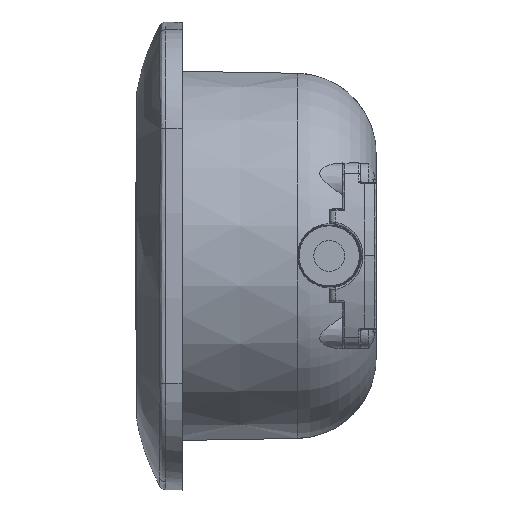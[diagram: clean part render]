
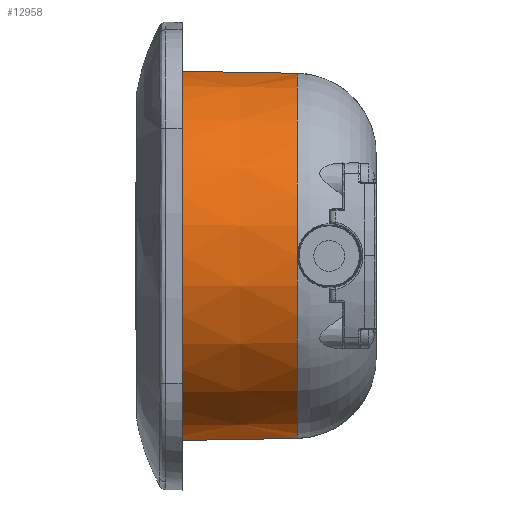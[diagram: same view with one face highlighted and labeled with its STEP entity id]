
A CAD part, left-side view. The second image highlights one B-rep face of the part: STEP entity #12958.
In plain terms, the highlighted conical face has half-angle 1 degrees and reference radius 27.681 mm.
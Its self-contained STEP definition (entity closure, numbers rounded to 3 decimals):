
#2157 = CARTESIAN_POINT ( 'NONE',  ( -7.759, -17.209, 0. ) ) ;
#2158 = CARTESIAN_POINT ( 'NONE',  ( -9.988, -17.209, 27.29 ) ) ;
#2213 = DIRECTION ( 'NONE',  ( 0., 0., -1. ) ) ;
#2214 = DIRECTION ( 'NONE',  ( 0., 1., 0. ) ) ;
#2215 = AXIS2_PLACEMENT_3D ( 'NONE', #2157, #2214, #2213 ) ;
#2216 = CIRCLE ( 'NONE', #2215, 27.38 ) ;
#2217 = CARTESIAN_POINT ( 'NONE',  ( -9.988, -17.209, -27.29 ) ) ;
#2434 = CARTESIAN_POINT ( 'NONE',  ( -9.996, -5.736, 27.49 ) ) ;
#2435 = CARTESIAN_POINT ( 'NONE',  ( -10., 0., 27.59 ) ) ;
#2436 = CARTESIAN_POINT ( 'NONE',  ( -10., 0., 27.59 ) ) ;
#2437 = B_SPLINE_CURVE_WITH_KNOTS ( 'NONE', 3,
 ( #2435, #2434, #2499, #2498 ),
 .UNSPECIFIED., .F., .F.,
 ( 4, 4 ),
 ( 0., 0.017 ),
 .UNSPECIFIED. ) ;
#2498 = CARTESIAN_POINT ( 'NONE',  ( -9.988, -17.209, 27.29 ) ) ;
#2499 = CARTESIAN_POINT ( 'NONE',  ( -9.992, -11.473, 27.39 ) ) ;
#2597 = CARTESIAN_POINT ( 'NONE',  ( -10., 0., -27.59 ) ) ;
#2656 = CARTESIAN_POINT ( 'NONE',  ( -9.988, -17.209, -27.29 ) ) ;
#2657 = CARTESIAN_POINT ( 'NONE',  ( -9.992, -11.473, -27.39 ) ) ;
#2658 = CARTESIAN_POINT ( 'NONE',  ( -9.996, -5.736, -27.49 ) ) ;
#2659 = CARTESIAN_POINT ( 'NONE',  ( -10., 0., -27.59 ) ) ;
#2661 = B_SPLINE_CURVE_WITH_KNOTS ( 'NONE', 3,
 ( #2659, #2658, #2657, #2656 ),
 .UNSPECIFIED., .F., .F.,
 ( 4, 4 ),
 ( 0., 0.017 ),
 .UNSPECIFIED. ) ;
#2800 = DIRECTION ( 'NONE',  ( 0., 0., 1. ) ) ;
#2801 = DIRECTION ( 'NONE',  ( 0., 1., 0. ) ) ;
#2802 = AXIS2_PLACEMENT_3D ( 'NONE', #2808, #2801, #2800 ) ;
#2803 = CIRCLE ( 'NONE', #2802, 27.681 ) ;
#2808 = CARTESIAN_POINT ( 'NONE',  ( -7.759, 0., 0. ) ) ;
#2867 = FACE_OUTER_BOUND ( 'NONE', #12959, .T. ) ;
#2906 = DIRECTION ( 'NONE',  ( 0., 0., 1. ) ) ;
#2907 = DIRECTION ( 'NONE',  ( 0., 1., 0. ) ) ;
#2908 = AXIS2_PLACEMENT_3D ( 'NONE', #2911, #2907, #2906 ) ;
#2909 = CONICAL_SURFACE ( 'NONE', #2908, 27.681, 0.017 ) ;
#2911 = CARTESIAN_POINT ( 'NONE',  ( -7.759, 0., 0. ) ) ;
#12650 = VERTEX_POINT ( 'NONE', #2158 ) ;
#12652 = EDGE_CURVE ( 'NONE', #12653, #12650, #2216, .T. ) ;
#12653 = VERTEX_POINT ( 'NONE', #2217 ) ;
#12760 = EDGE_CURVE ( 'NONE', #12761, #12650, #2437, .T. ) ;
#12761 = VERTEX_POINT ( 'NONE', #2436 ) ;
#12801 = VERTEX_POINT ( 'NONE', #2597 ) ;
#12827 = EDGE_CURVE ( 'NONE', #12801, #12653, #2661, .T. ) ;
#12920 = EDGE_CURVE ( 'NONE', #12801, #12761, #2803, .T. ) ;
#12958 = ADVANCED_FACE ( 'NONE', ( #2867 ), #2909, .T. ) ;
#12959 = EDGE_LOOP ( 'NONE', ( #12960, #12961, #12962, #12963 ) ) ;
#12960 = ORIENTED_EDGE ( 'NONE', *, *, #12760, .F. ) ;
#12961 = ORIENTED_EDGE ( 'NONE', *, *, #12920, .F. ) ;
#12962 = ORIENTED_EDGE ( 'NONE', *, *, #12827, .T. ) ;
#12963 = ORIENTED_EDGE ( 'NONE', *, *, #12652, .T. ) ;
